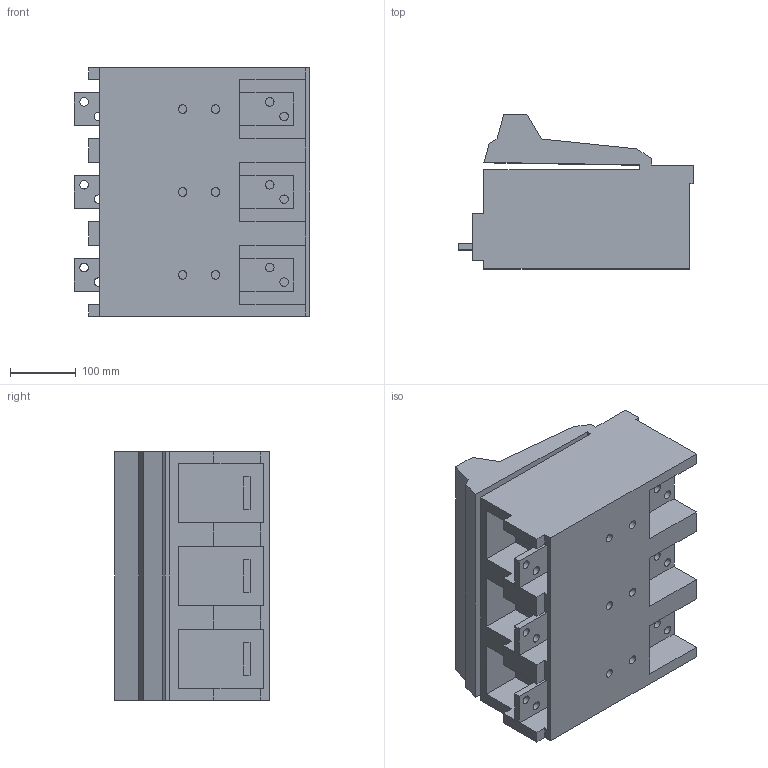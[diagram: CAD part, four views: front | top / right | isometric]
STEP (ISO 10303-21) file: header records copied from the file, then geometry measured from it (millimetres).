
FILE_DESCRIPTION((''),'2;1');
FILE_NAME('33204000.stp','2010-06-14T14:27:51',('rauch'),(''),'Autodesk Inventor 2009','Autodesk Inventor 2009','');
FILE_SCHEMA(('AUTOMOTIVE_DESIGN { 1 0 10303 214 1 1 1 1 }'));
Length unit declared in the file: millimetre
Products named in the file (1): 33204000
Bounding box: 357.5 x 234.63 x 378 mm (x, y, z)
Volume: 16578308.1 mm3; surface area: 932204.3 mm2
Topology: 1 solids, 1 shells, 113 faces, 309 edges, 210 vertices
Faces by surface type: plane 89, bspline 24
Entity records: 3704 total; most frequent: CARTESIAN_POINT 915, ORIENTED_EDGE 558, DIRECTION 495, EDGE_CURVE 279, VECTOR 243, LINE 243, VERTEX_POINT 198, EDGE_LOOP 167
